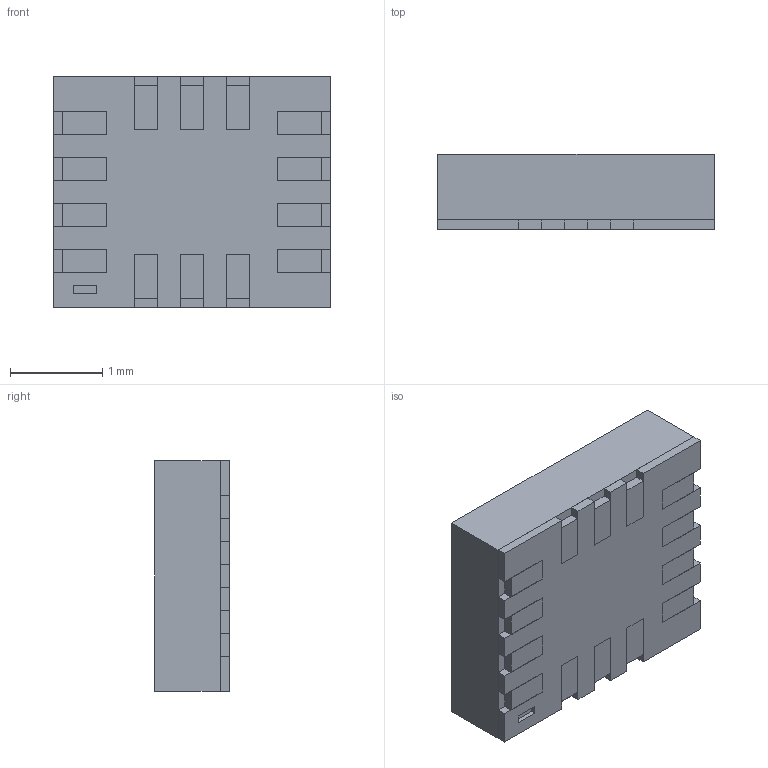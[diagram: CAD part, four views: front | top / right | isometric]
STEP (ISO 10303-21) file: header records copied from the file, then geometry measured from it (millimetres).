
FILE_DESCRIPTION (( 'STEP AP214' ), '1' );
FILE_NAME ('ICM-45686.STEP', '2025-10-05T10:02:52', ( '' ), ( '' ), 'SwSTEP 2.0', 'SolidWorks 2025', '' );
FILE_SCHEMA (( 'AUTOMOTIVE_DESIGN' ));
Length unit declared in the file: millimetre
Products named in the file (1): ICM-45686
Bounding box: 3 x 0.81 x 2.5 mm (x, y, z)
Volume: 6 mm3; surface area: 42.2 mm2
Topology: 18 solids, 18 shells, 169 faces, 396 edges, 264 vertices
Faces by surface type: plane 165, cylinder 4
Entity records: 6777 total; most frequent: CARTESIAN_POINT 830, ORIENTED_EDGE 792, DIRECTION 744, EDGE_CURVE 396, LINE 388, VECTOR 388, VERTEX_POINT 264, UNCERTAINTY_MEASURE_WITH_UNIT 188
